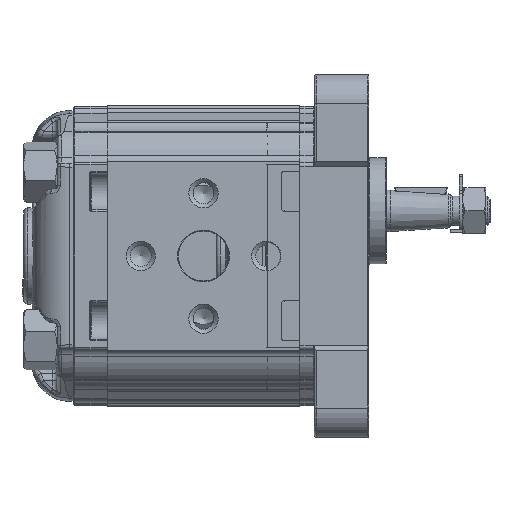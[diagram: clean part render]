
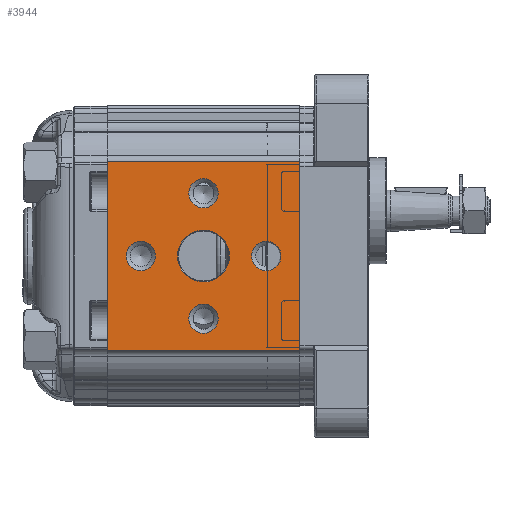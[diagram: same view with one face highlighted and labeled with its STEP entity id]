
A CAD part, left-side view. The second image highlights one B-rep face of the part: STEP entity #3944.
In plain terms, the highlighted planar face has unit normal (-1, 0, 0).
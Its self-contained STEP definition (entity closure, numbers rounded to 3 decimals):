
#3944 = ADVANCED_FACE( '', ( #9120, #9121, #9122, #9123, #9124, #9125 ), #9126, .T. );
#9120 = FACE_BOUND( '', #17133, .T. );
#9121 = FACE_BOUND( '', #17134, .T. );
#9122 = FACE_BOUND( '', #17135, .T. );
#9123 = FACE_BOUND( '', #17136, .T. );
#9124 = FACE_BOUND( '', #17137, .T. );
#9125 = FACE_OUTER_BOUND( '', #17138, .T. );
#9126 = PLANE( '', #17139 );
#17133 = EDGE_LOOP( '', ( #30491 ) );
#17134 = EDGE_LOOP( '', ( #30492 ) );
#17135 = EDGE_LOOP( '', ( #30493 ) );
#17136 = EDGE_LOOP( '', ( #30494 ) );
#17137 = EDGE_LOOP( '', ( #30495 ) );
#17138 = EDGE_LOOP( '', ( #30496, #30497, #30498, #30499 ) );
#17139 = AXIS2_PLACEMENT_3D( '', #30500, #30501, #30502 );
#30491 = ORIENTED_EDGE( '', *, *, #42248, .T. );
#30492 = ORIENTED_EDGE( '', *, *, #43928, .T. );
#30493 = ORIENTED_EDGE( '', *, *, #44435, .T. );
#30494 = ORIENTED_EDGE( '', *, *, #42729, .T. );
#30495 = ORIENTED_EDGE( '', *, *, #44436, .T. );
#30496 = ORIENTED_EDGE( '', *, *, #44437, .T. );
#30497 = ORIENTED_EDGE( '', *, *, #40443, .T. );
#30498 = ORIENTED_EDGE( '', *, *, #44438, .T. );
#30499 = ORIENTED_EDGE( '', *, *, #43682, .F. );
#30500 = CARTESIAN_POINT( '', ( -33., 126.409, 48.138 ) );
#30501 = DIRECTION( '', ( -1., 0., 0. ) );
#30502 = DIRECTION( '', ( 0., 0., 1. ) );
#40443 = EDGE_CURVE( '', #47967, #47965, #47968, .T. );
#42248 = EDGE_CURVE( '', #50964, #50964, #50965, .F. );
#42729 = EDGE_CURVE( '', #51698, #51698, #51699, .F. );
#43682 = EDGE_CURVE( '', #53097, #53099, #53100, .T. );
#43928 = EDGE_CURVE( '', #53457, #53457, #53458, .F. );
#44435 = EDGE_CURVE( '', #54158, #54158, #54159, .F. );
#44436 = EDGE_CURVE( '', #54160, #54160, #54161, .F. );
#44437 = EDGE_CURVE( '', #53097, #47967, #54162, .T. );
#44438 = EDGE_CURVE( '', #47965, #53099, #54163, .F. );
#47965 = VERTEX_POINT( '', #59002 );
#47967 = VERTEX_POINT( '', #59004 );
#47968 = LINE( '', #59005, #59006 );
#50964 = VERTEX_POINT( '', #64503 );
#50965 = CIRCLE( '', #64504, 3.5 );
#51698 = VERTEX_POINT( '', #66135 );
#51699 = CIRCLE( '', #66136, 3.5 );
#53097 = VERTEX_POINT( '', #68827 );
#53099 = VERTEX_POINT( '', #68829 );
#53100 = LINE( '', #68830, #68831 );
#53457 = VERTEX_POINT( '', #69679 );
#53458 = CIRCLE( '', #69680, 3.5 );
#54158 = VERTEX_POINT( '', #70951 );
#54159 = CIRCLE( '', #70952, 3.5 );
#54160 = VERTEX_POINT( '', #70953 );
#54161 = CIRCLE( '', #70954, 6.2 );
#54162 = LINE( '', #70955, #70956 );
#54163 = LINE( '', #70957, #70958 );
#59002 = CARTESIAN_POINT( '', ( -33., 0., 22.5 ) );
#59004 = CARTESIAN_POINT( '', ( -33., 0., -22.5 ) );
#59005 = CARTESIAN_POINT( '', ( -33., 0., -21.711 ) );
#59006 = VECTOR( '', #77340, 1000. );
#64503 = CARTESIAN_POINT( '', ( -33., 23., -11.5 ) );
#64504 = AXIS2_PLACEMENT_3D( '', #79653, #79654, #79655 );
#66135 = CARTESIAN_POINT( '', ( -33., 38., 3.5 ) );
#66136 = AXIS2_PLACEMENT_3D( '', #80204, #80205, #80206 );
#68827 = CARTESIAN_POINT( '', ( -33., 46., -22.5 ) );
#68829 = CARTESIAN_POINT( '', ( -33., 46., 22.5 ) );
#68830 = CARTESIAN_POINT( '', ( -33., 46., -21.711 ) );
#68831 = VECTOR( '', #81257, 1000. );
#69679 = CARTESIAN_POINT( '', ( -33., 8., 3.5 ) );
#69680 = AXIS2_PLACEMENT_3D( '', #81557, #81558, #81559 );
#70951 = CARTESIAN_POINT( '', ( -33., 23., 18.5 ) );
#70952 = AXIS2_PLACEMENT_3D( '', #82115, #82116, #82117 );
#70953 = CARTESIAN_POINT( '', ( -33., 23., 6.2 ) );
#70954 = AXIS2_PLACEMENT_3D( '', #82118, #82119, #82120 );
#70955 = CARTESIAN_POINT( '', ( -33., 46., -22.5 ) );
#70956 = VECTOR( '', #82121, 1000. );
#70957 = CARTESIAN_POINT( '', ( -33., 46., 22.5 ) );
#70958 = VECTOR( '', #82122, 1000. );
#77340 = DIRECTION( '', ( 0., 0., 1. ) );
#79653 = CARTESIAN_POINT( '', ( -33., 23., -15. ) );
#79654 = DIRECTION( '', ( -1., 0., 0. ) );
#79655 = DIRECTION( '', ( 0., 0., 1. ) );
#80204 = CARTESIAN_POINT( '', ( -33., 38., 0. ) );
#80205 = DIRECTION( '', ( -1., 0., 0. ) );
#80206 = DIRECTION( '', ( 0., 0., 1. ) );
#81257 = DIRECTION( '', ( 0., 0., 1. ) );
#81557 = CARTESIAN_POINT( '', ( -33., 8., 0. ) );
#81558 = DIRECTION( '', ( -1., 0., 0. ) );
#81559 = DIRECTION( '', ( 0., 0., 1. ) );
#82115 = CARTESIAN_POINT( '', ( -33., 23., 15. ) );
#82116 = DIRECTION( '', ( -1., 0., 0. ) );
#82117 = DIRECTION( '', ( 0., 0., 1. ) );
#82118 = CARTESIAN_POINT( '', ( -33., 23., 0. ) );
#82119 = DIRECTION( '', ( -1., 0., 0. ) );
#82120 = DIRECTION( '', ( 0., 0., 1. ) );
#82121 = DIRECTION( '', ( 0., -1., 0. ) );
#82122 = DIRECTION( '', ( 0., -1., 0. ) );
